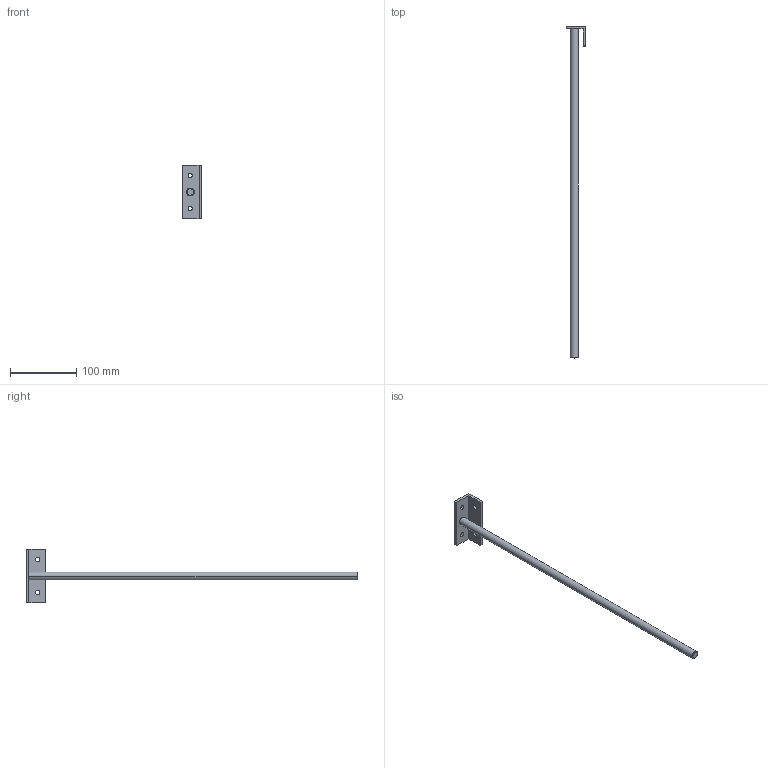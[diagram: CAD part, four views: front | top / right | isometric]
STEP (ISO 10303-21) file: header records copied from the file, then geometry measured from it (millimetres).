
FILE_DESCRIPTION((''),'2;1');
FILE_NAME('CAD1936','2014-01-13T',('jsteininge'),(''),'PRO/ENGINEER BY PARAMETRIC TECHNOLOGY CORPORATION, 2013050','PRO/ENGINEER BY PARAMETRIC TECHNOLOGY CORPORATION, 2013050','');
FILE_SCHEMA(('CONFIG_CONTROL_DESIGN'));
Length unit declared in the file: millimetre
Products named in the file (1): CAD1936
Bounding box: 30 x 500 x 80 mm (x, y, z)
Volume: 73029.5 mm3; surface area: 29357.8 mm2
Topology: 1 solids, 2 shells, 55 faces, 130 edges, 81 vertices
Faces by surface type: cylinder 24, plane 19, cone 10, torus 2
Entity records: 1794 total; most frequent: DIRECTION 296, CARTESIAN_POINT 264, ORIENTED_EDGE 256, EDGE_CURVE 128, AXIS2_PLACEMENT_3D 113, VERTEX_POINT 81, VECTOR 70, LINE 70
